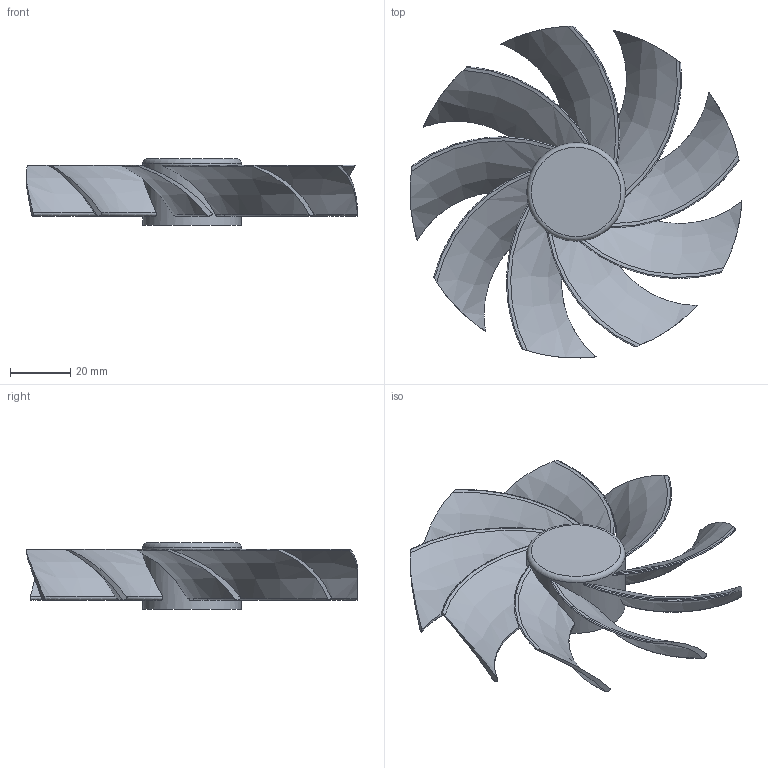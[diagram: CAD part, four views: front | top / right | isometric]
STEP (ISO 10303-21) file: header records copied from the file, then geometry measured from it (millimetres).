
FILE_DESCRIPTION(/* description */ (''),/* implementation_level */ '2;1');
FILE_NAME(/* name */ '495a1260-ccf3-4764-aef1-2a9923c534cc.stp',/* time_stamp */ '2017-10-21T20:57:11+00:00',/* author */ (''),/* organization */ (''),/* preprocessor_version */ 'ST-DEVELOPER v16.13',/* originating_system */ 'Autodesk Translation Framework v6.5.0.72',/* authorisation */ '');
FILE_SCHEMA (('AUTOMOTIVE_DESIGN { 1 0 10303 214 3 1 1 }'));
Length unit declared in the file: millimetre
Products named in the file (1): Fan_propeller v2
Bounding box: 109.89 x 109.98 x 22 mm (x, y, z)
Volume: 29059.3 mm3; surface area: 24356.2 mm2
Topology: 1 solids, 1 shells, 58 faces, 148 edges, 99 vertices
Faces by surface type: bspline 45, cylinder 10, plane 2, torus 1
Full cylindrical faces by diameter (mm): 32.6 x1
Entity records: 3282 total; most frequent: CARTESIAN_POINT 2145, ORIENTED_EDGE 296, EDGE_CURVE 148, DIRECTION 133, VERTEX_POINT 99, B_SPLINE_CURVE_WITH_KNOTS 94, EDGE_LOOP 65, AXIS2_PLACEMENT_3D 65
